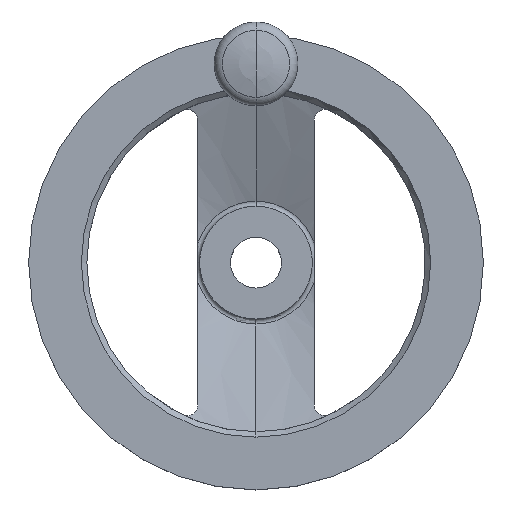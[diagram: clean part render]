
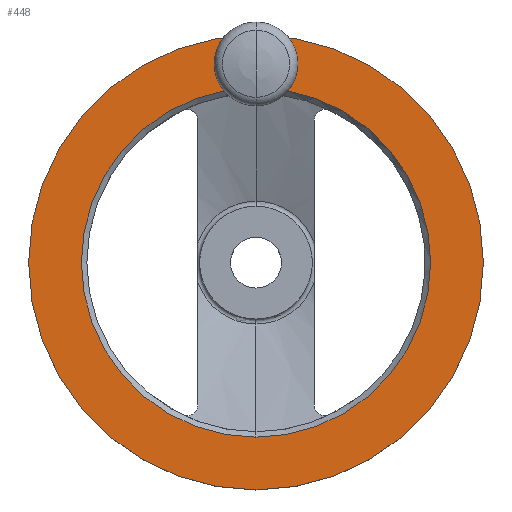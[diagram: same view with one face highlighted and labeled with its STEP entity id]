
A CAD part, top view. The second image highlights one B-rep face of the part: STEP entity #448.
In plain terms, the highlighted planar face has unit normal (0, 0, 1).
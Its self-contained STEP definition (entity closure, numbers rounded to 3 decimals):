
#304=EDGE_CURVE('',#320,#424,#807,.T.);
#308=EDGE_CURVE('',#660,#626,#811,.T.);
#320=VERTEX_POINT('',#826);
#332=EDGE_CURVE('',#320,#492,#839,.T.);
#424=VERTEX_POINT('',#942);
#448=ADVANCED_FACE('',(#970,#971),#972,.T.);
#482=EDGE_CURVE('',#492,#320,#1008,.T.);
#492=VERTEX_POINT('',#1021);
#548=EDGE_CURVE('',#424,#320,#1081,.T.);
#626=VERTEX_POINT('',#1165);
#658=EDGE_CURVE('',#626,#660,#1203,.T.);
#660=VERTEX_POINT('',#1205);
#807=CIRCLE('',#1385,48.);
#811=CIRCLE('',#1391,62.5);
#826=CARTESIAN_POINT('',(0.,48.0,33.));
#839=CIRCLE('',#1434,6.5);
#942=CARTESIAN_POINT('',(0.,-48.,33.));
#970=FACE_OUTER_BOUND('',#1624,.T.);
#971=FACE_BOUND('',#1625,.T.);
#972=PLANE('',#1626);
#1008=CIRCLE('',#1723,6.5);
#1021=CARTESIAN_POINT('',(0.,61.0,33.));
#1081=CIRCLE('',#1829,48.);
#1165=CARTESIAN_POINT('',(0.,62.5,33.));
#1203=CIRCLE('',#2090,62.5);
#1205=CARTESIAN_POINT('',(0.,-62.5,33.));
#1385=AXIS2_PLACEMENT_3D('',#2335,#2336,#2337);
#1391=AXIS2_PLACEMENT_3D('',#2341,#2342,#2343);
#1434=AXIS2_PLACEMENT_3D('',#2391,#2392,#2393);
#1624=EDGE_LOOP('',(#2612,#2613));
#1625=EDGE_LOOP('',(#2614,#2615,#2616,#2617));
#1626=AXIS2_PLACEMENT_3D('',#2618,#2619,#2620);
#1723=AXIS2_PLACEMENT_3D('',#2657,#2658,#2659);
#1829=AXIS2_PLACEMENT_3D('',#2748,#2749,#2750);
#2090=AXIS2_PLACEMENT_3D('',#2874,#2875,#2876);
#2335=CARTESIAN_POINT('',(0.,0.,33.));
#2336=DIRECTION('',(0.,0.,1.0));
#2337=DIRECTION('',(0.,1.0,0.));
#2341=CARTESIAN_POINT('',(0.,0.,33.));
#2342=DIRECTION('',(0.,0.,1.0));
#2343=DIRECTION('',(0.,1.0,0.));
#2391=CARTESIAN_POINT('',(0.,54.5,33.));
#2392=DIRECTION('',(0.,0.,-1.0));
#2393=DIRECTION('',(0.,-1.0,0.));
#2612=ORIENTED_EDGE('',*,*,#658,.T.);
#2613=ORIENTED_EDGE('',*,*,#308,.T.);
#2614=ORIENTED_EDGE('',*,*,#304,.F.);
#2615=ORIENTED_EDGE('',*,*,#332,.T.);
#2616=ORIENTED_EDGE('',*,*,#482,.T.);
#2617=ORIENTED_EDGE('',*,*,#548,.F.);
#2618=CARTESIAN_POINT('',(0.,55.25,33.));
#2619=DIRECTION('',(0.,0.,1.0));
#2620=DIRECTION('',(0.,1.0,0.0));
#2657=CARTESIAN_POINT('',(0.,54.5,33.));
#2658=DIRECTION('',(0.,0.,-1.0));
#2659=DIRECTION('',(0.,-1.0,0.));
#2748=CARTESIAN_POINT('',(0.,0.,33.));
#2749=DIRECTION('',(0.,0.,1.0));
#2750=DIRECTION('',(0.,1.0,0.));
#2874=CARTESIAN_POINT('',(0.,0.,33.));
#2875=DIRECTION('',(0.,0.,1.0));
#2876=DIRECTION('',(0.,1.0,0.));
